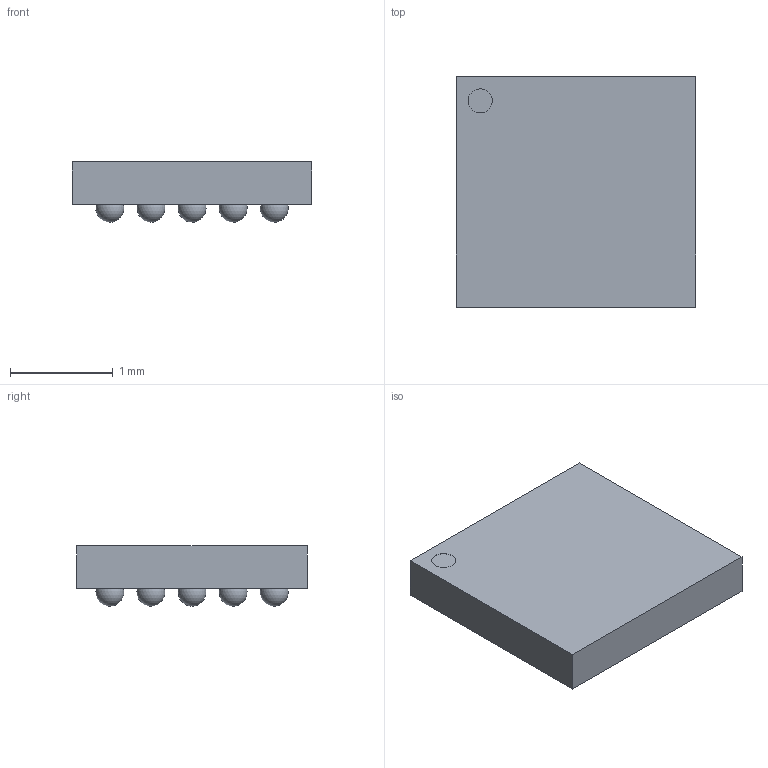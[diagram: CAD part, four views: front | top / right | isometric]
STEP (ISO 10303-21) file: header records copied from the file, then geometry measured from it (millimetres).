
FILE_DESCRIPTION(/* description */ ('model of ST_WLCSP-25_2.33x2.24mm_Layout5x5_P0.4mm'),/* implementation_level */ '2;1');
FILE_NAME(/* name */ 'ST_WLCSP-25_2.33x2.24mm_Layout5x5_P0.4mm.step',/* time_stamp */ '1970-01-01T00:00:00',/* author */ ('KiCAD','kicad'),/* organization */ ('OCCT'),/* preprocessor_version */ '',/* originating_system */ 'KiCAD',/* authorisation */ '');
FILE_SCHEMA(('AUTOMOTIVE_DESIGN { 1 0 10303 214 1 1 1 1 }'));
Length unit declared in the file: millimetre
Products named in the file (1): ST_WLCSP-25_2.33x2.24mm_Layout5x5_P0.4mm
Bounding box: 2.33 x 2.24 x 0.59 mm (x, y, z)
Volume: 2.3 mm3; surface area: 16.6 mm2
Topology: 1 solids, 1 shells, 33 faces, 90 edges, 60 vertices
Faces by surface type: sphere 25, plane 7, cylinder 1
Full cylindrical faces by diameter (mm): 0.233 x1
Entity records: 780 total; most frequent: CARTESIAN_POINT 113, ORIENTED_EDGE 98, AXIS2_PLACEMENT_3D 85, EDGE_CURVE 65, VERTEX_POINT 60, FACE_BOUND 59, EDGE_LOOP 59, CIRCLE 52
